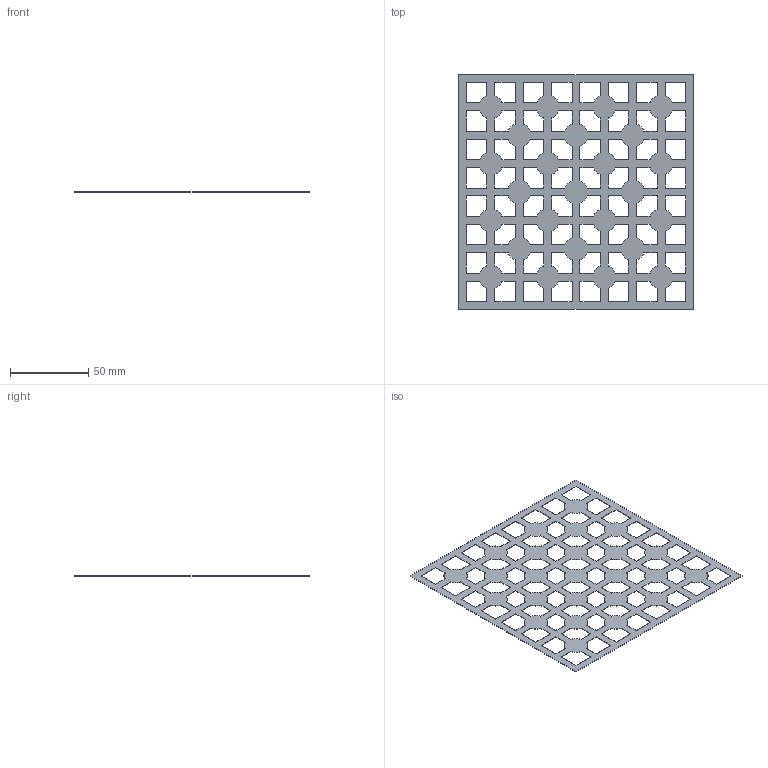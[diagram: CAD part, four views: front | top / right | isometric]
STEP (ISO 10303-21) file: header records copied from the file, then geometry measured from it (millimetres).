
FILE_DESCRIPTION(('Creo Elements/Direct Modeling STEP Export'),'2;1');
FILE_NAME('150x150-circle-25.stp','2023-03-01T20:07:33',(''),(''),'Creo Elements/Direct Modeling STEP processor for AP214 (Solid Model)','Creo Elements/Direct Modeling 20.3A 20-Jun-2020 (C) Parametric Technology GmbH','');
FILE_SCHEMA(('AUTOMOTIVE_DESIGN { 1 0 10303 214 1 1 1 1 }'));
Length unit declared in the file: millimetre
Products named in the file (2): 150x150-circle-25
Assembly tree (1 placements, depth 2):
  150x150-circle-25
    150x150-circle-25
Bounding box: 150 x 150 x 0.2 mm (x, y, z)
Volume: 2567.7 mm3; surface area: 26419.9 mm2
Topology: 1 solids, 1 shells, 362 faces, 1080 edges, 720 vertices
Faces by surface type: plane 262, cylinder 100
Entity records: 12405 total; most frequent: CARTESIAN_POINT 2164, ORIENTED_EDGE 2160, DIRECTION 2008, EDGE_CURVE 1080, VECTOR 880, LINE 880, VERTEX_POINT 720, AXIS2_PLACEMENT_3D 564
